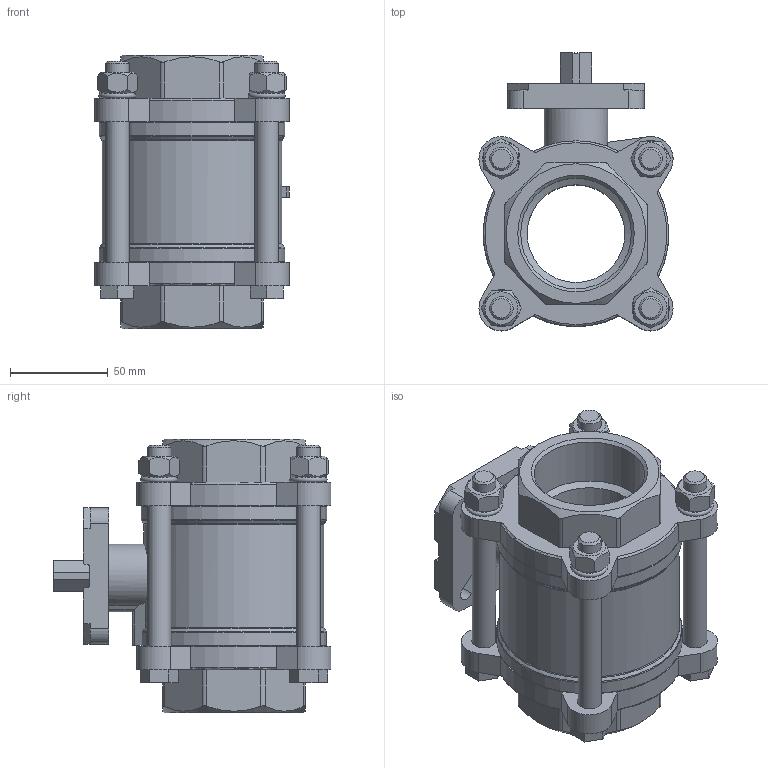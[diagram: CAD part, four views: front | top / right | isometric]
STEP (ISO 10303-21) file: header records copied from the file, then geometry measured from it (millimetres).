
FILE_DESCRIPTION(/* description */ ('STEP AP214'),/* implementation_level */ '2;1');
FILE_NAME(/* name */ '1686646_VZBA-2-GG-63-T-22-F0507-V4V4T',/* time_stamp */ '2024-09-18T00:23:34+02:00',/* author */ ('License CC BY-ND 4.0'),/* organization */ ('CADENAS'),/* preprocessor_version */ 'ST-DEVELOPER v19.3',/* originating_system */ 'PARTsolutions',/* authorisation */ ' ');
FILE_SCHEMA (('AUTOMOTIVE_DESIGN {1 0 10303 214 3 1 1}'));
Length unit declared in the file: millimetre
Products named in the file (1): 1686646 VZBA-2''-GG-63-T-22-F0507-V4V4T
Bounding box: 99.37 x 142.18 x 140 mm (x, y, z)
Volume: 710288 mm3; surface area: 120958.5 mm2
Topology: 1 solids, 1 shells, 287 faces, 742 edges, 484 vertices
Faces by surface type: plane 165, cylinder 79, cone 27, torus 16
Full cylindrical faces by diameter (mm): 12 x8, 12.5 x9, 19 x1, 38.5 x1, 50 x1, 56.656 x2, 92 x1, 95 x1
Entity records: 8772 total; most frequent: CARTESIAN_POINT 2044, ORIENTED_EDGE 1350, DIRECTION 1322, EDGE_CURVE 675, VERTEX_POINT 471, AXIS2_PLACEMENT_3D 471, EDGE_LOOP 388, FACE_BOUND 388
